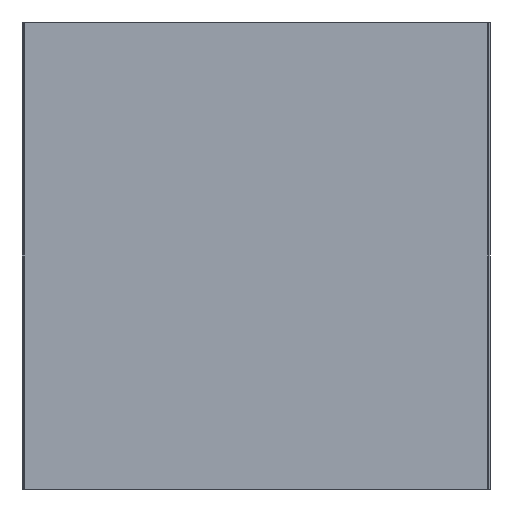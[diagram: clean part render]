
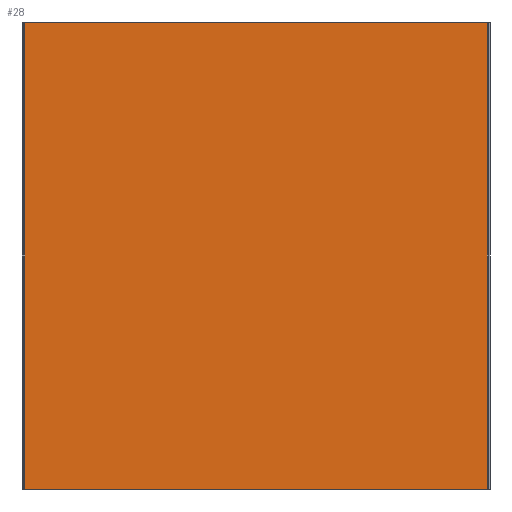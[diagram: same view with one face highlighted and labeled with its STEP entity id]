
A CAD part, front view. The second image highlights one B-rep face of the part: STEP entity #28.
In plain terms, the highlighted planar face has unit normal (0, -1, 0).
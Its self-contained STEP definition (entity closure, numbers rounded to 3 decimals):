
#15 = VECTOR ( 'NONE', #30, 1000. ) ;
#17 = CARTESIAN_POINT ( 'NONE',  ( -150.75, -0.75, 152. ) ) ;
#20 = VECTOR ( 'NONE', #205, 1000. ) ;
#28 = ADVANCED_FACE ( 'NONE', ( #79 ), #390, .T. ) ;
#30 = DIRECTION ( 'NONE',  ( 0., 0., -1. ) ) ;
#38 = VECTOR ( 'NONE', #590, 1000. ) ;
#42 = VERTEX_POINT ( 'NONE', #428 ) ;
#64 = CARTESIAN_POINT ( 'NONE',  ( -150.75, -0.75, -152. ) ) ;
#65 = ORIENTED_EDGE ( 'NONE', *, *, #321, .T. ) ;
#79 = FACE_OUTER_BOUND ( 'NONE', #214, .T. ) ;
#113 = CARTESIAN_POINT ( 'NONE',  ( -150.75, -0.75, 152. ) ) ;
#122 = CARTESIAN_POINT ( 'NONE',  ( 152.5, -0.75, 152. ) ) ;
#128 = DIRECTION ( 'NONE',  ( -1., 0., 0. ) ) ;
#133 = VECTOR ( 'NONE', #128, 1000. ) ;
#134 = CARTESIAN_POINT ( 'NONE',  ( 152.5, -0.75, 152. ) ) ;
#156 = VERTEX_POINT ( 'NONE', #255 ) ;
#165 = LINE ( 'NONE', #113, #38 ) ;
#204 = CARTESIAN_POINT ( 'NONE',  ( 152.5, -0.75, -152. ) ) ;
#205 = DIRECTION ( 'NONE',  ( -1., 0., 0. ) ) ;
#214 = EDGE_LOOP ( 'NONE', ( #417, #449, #229, #65 ) ) ;
#229 = ORIENTED_EDGE ( 'NONE', *, *, #505, .T. ) ;
#251 = LINE ( 'NONE', #134, #133 ) ;
#255 = CARTESIAN_POINT ( 'NONE',  ( 150.75, -0.75, 152. ) ) ;
#321 = EDGE_CURVE ( 'NONE', #570, #545, #165, .T. ) ;
#322 = EDGE_CURVE ( 'NONE', #156, #42, #577, .T. ) ;
#390 = PLANE ( 'NONE',  #418 ) ;
#398 = LINE ( 'NONE', #204, #20 ) ;
#417 = ORIENTED_EDGE ( 'NONE', *, *, #478, .F. ) ;
#418 = AXIS2_PLACEMENT_3D ( 'NONE', #122, #517, #515 ) ;
#428 = CARTESIAN_POINT ( 'NONE',  ( 150.75, -0.75, -152. ) ) ;
#449 = ORIENTED_EDGE ( 'NONE', *, *, #322, .F. ) ;
#478 = EDGE_CURVE ( 'NONE', #42, #545, #398, .T. ) ;
#505 = EDGE_CURVE ( 'NONE', #156, #570, #251, .T. ) ;
#515 = DIRECTION ( 'NONE',  ( 0., 0., -1. ) ) ;
#517 = DIRECTION ( 'NONE',  ( 0., -1., 0. ) ) ;
#545 = VERTEX_POINT ( 'NONE', #64 ) ;
#570 = VERTEX_POINT ( 'NONE', #17 ) ;
#577 = LINE ( 'NONE', #604, #15 ) ;
#590 = DIRECTION ( 'NONE',  ( 0., 0., -1. ) ) ;
#604 = CARTESIAN_POINT ( 'NONE',  ( 150.75, -0.75, 152. ) ) ;
